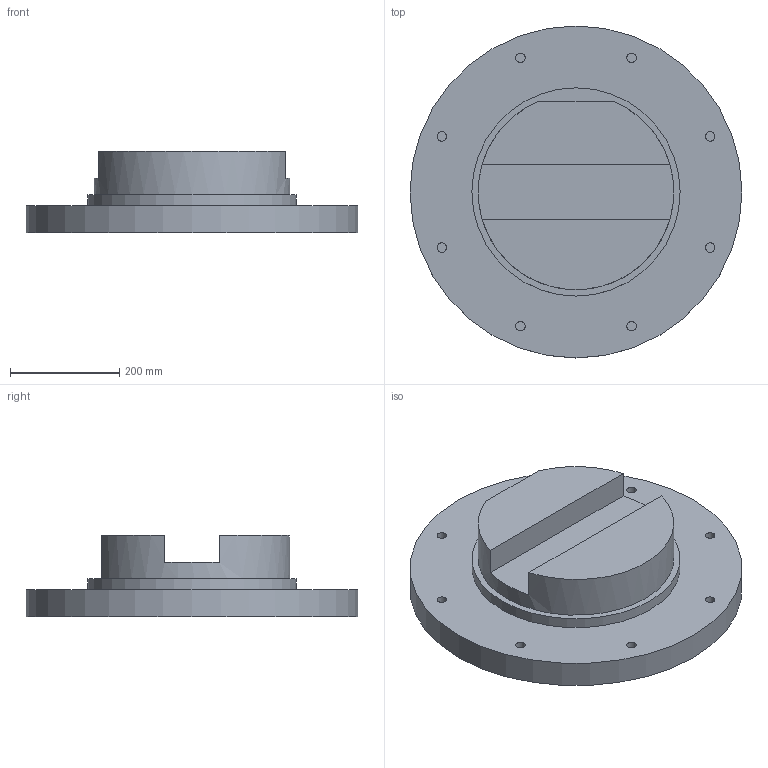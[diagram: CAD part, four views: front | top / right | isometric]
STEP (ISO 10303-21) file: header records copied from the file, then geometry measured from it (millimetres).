
FILE_DESCRIPTION(/* description */ (''),/* implementation_level */ '2;1');
FILE_NAME(/* name */ 'Exercise - 83 v1.step',/* time_stamp */ '2025-10-24T18:29:08+05:30',/* author */ (''),/* organization */ (''),/* preprocessor_version */ 'ST-DEVELOPER v20.1',/* originating_system */ 'Autodesk Translation Framework v14.17.0.0',/* authorisation */ '');
FILE_SCHEMA (('AUTOMOTIVE_DESIGN { 1 0 10303 214 3 1 1 }'));
Length unit declared in the file: millimetre
Products named in the file (1): Exercise - 83
Bounding box: 609 x 609 x 150 mm (x, y, z)
Volume: 23045360.2 mm3; surface area: 851716.8 mm2
Topology: 9 solids, 9 shells, 44 faces, 72 edges, 48 vertices
Faces by surface type: plane 25, cylinder 19
Full cylindrical faces by diameter (mm): 17.5 x16, 382 x1, 609 x1
Entity records: 1095 total; most frequent: DIRECTION 204, CARTESIAN_POINT 165, ORIENTED_EDGE 144, AXIS2_PLACEMENT_3D 87, EDGE_CURVE 72, EDGE_LOOP 62, VERTEX_POINT 48, FACE_OUTER_BOUND 44
